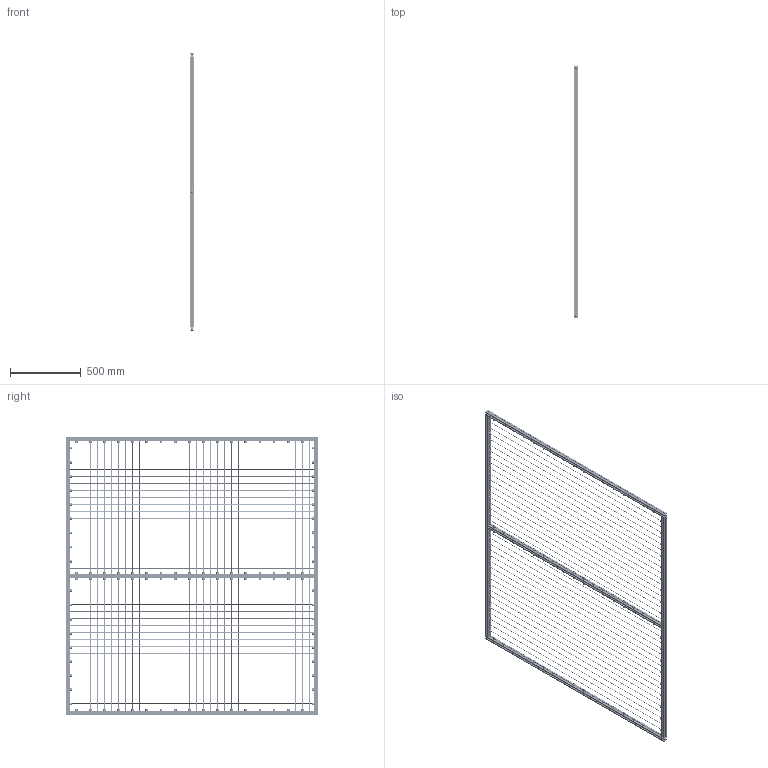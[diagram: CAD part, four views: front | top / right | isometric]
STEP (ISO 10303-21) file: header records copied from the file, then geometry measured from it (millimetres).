
FILE_DESCRIPTION (( 'STEP AP214' ), '1' );
FILE_NAME ('AL-10001785 ñåêöèÿ îãðàæäåíèÿ 1785õ1970.STEP', '2026-02-25T12:40:00', ( '' ), ( '' ), 'SwSTEP 2.0', 'SolidWorks 2021', '' );
FILE_SCHEMA (( 'AUTOMOTIVE_DESIGN' ));
Length unit declared in the file: millimetre
Products named in the file (13): AL-PSB-3030-(B) Àëþìèíèåâûé êîíñòðóêöèîííûé ïðîôèëü 30x30B; AL-10001785 ñåêöèÿ îãðàæäåíèÿ 1785õ1970; AL-1740.955.50.4 ñåòêà îöèíêîâàííàÿ 50õ50õ4, 1740õ955; AL-PSB-3030-(B) Àëþìèíèåâûé êîíñòðóêöèîííûé ïðîôèëü 30x30B_1910; socket button head screw_iso_ISO 7380 - M8 x 25 - 25S; 砎麔 鼫襚醂955; AL-6.41.08.01 Êðåïëåíèå äëÿ ñåòêè Ïàç 8 - âòóëêà_00; AL-6.41.08.01 Êðåïëåíèå äëÿ ñåòêè Ïàç 8 - âèíò1; AL-6.41.08.01 Êðåïëåíèå äëÿ ñåòêè Ïàç 8 (1); 砎麔 鼫襚醂1740; AL-PSB-3030-(B) Àëþìèíèåâûé êîíñòðóêöèîííûé ïðîôèëü 30x30B_1725
Assembly tree (171 placements, depth 3):
  AL-10001785 ñåêöèÿ îãðàæäåíèÿ 1785õ1970
    AL-1740.955.50.4 ñåòêà îöèíêîâàííàÿ 50õ50õ4, 1740õ955  x2
      砎麔 鼫襚醂955
      砎麔 鼫襚醂1740
    AL-6.41.08.01 Êðåïëåíèå äëÿ ñåòêè Ïàç 8 (1)  x104
      AL-6.41.08.01 Êðåïëåíèå äëÿ ñåòêè Ïàç 8 - âèíò1
      AL-6.41.08.01 Êðåïëåíèå äëÿ ñåòêè Ïàç 8 - âòóëêà_00
    AL-PSB-3030-(B) Àëþìèíèåâûé êîíñòðóêöèîííûé ïðîôèëü 30x30B_1910
    AL-PSB-3030-(B) Àëþìèíèåâûé êîíñòðóêöèîííûé ïðîôèëü 30x30B_1910
    AL-PSB-3030-(B) Àëþìèíèåâûé êîíñòðóêöèîííûé ïðîôèëü 30x30B
    AL-PSB-3030-(B) Àëþìèíèåâûé êîíñòðóêöèîííûé ïðîôèëü 30x30B
    AL-PSB-3030-(B) Àëþìèíèåâûé êîíñòðóêöèîííûé ïðîôèëü 30x30B_1725
    socket button head screw_iso_ISO 7380 - M8 x 25 - 25S  x6
Bounding box: 30 x 1785 x 1970 mm (x, y, z)
Volume: 4806464.1 mm3; surface area: 4871828.5 mm2
Topology: 323 solids, 323 shells, 11443 faces, 29233 edges, 18412 vertices
Faces by surface type: cylinder 4511, plane 3644, bspline 2080, cone 1184, torus 12, sphere 12
Entity records: 37758 total; most frequent: CARTESIAN_POINT 9121, ORIENTED_EDGE 5760, DIRECTION 5482, EDGE_CURVE 2880, VECTOR 1990, LINE 1990, VERTEX_POINT 1891, AXIS2_PLACEMENT_3D 1746
